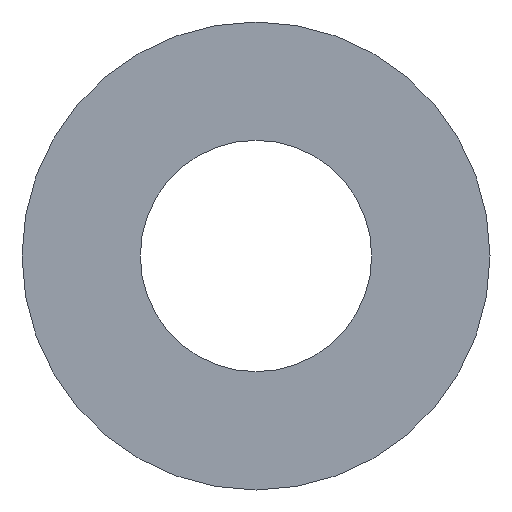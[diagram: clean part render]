
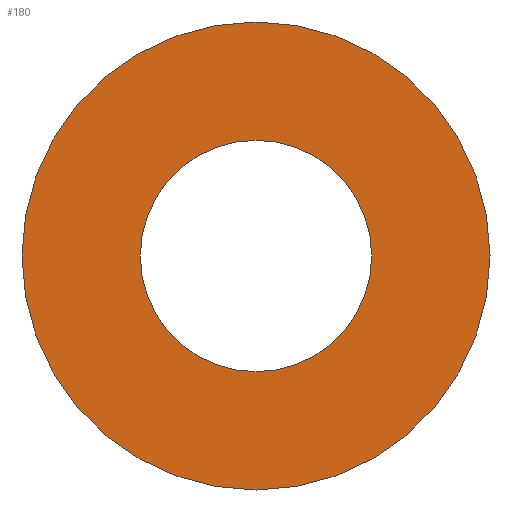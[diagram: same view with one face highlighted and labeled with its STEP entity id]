
A CAD part, front view. The second image highlights one B-rep face of the part: STEP entity #180.
In plain terms, the highlighted planar face has unit normal (0, -1, 0).
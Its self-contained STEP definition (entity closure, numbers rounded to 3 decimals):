
#1 = VERTEX_POINT ( 'NONE', #52 ) ;
#2 = CARTESIAN_POINT ( 'NONE',  ( 0., 0., 44. ) ) ;
#3 = AXIS2_PLACEMENT_3D ( 'NONE', #147, #212, #143 ) ;
#7 = DIRECTION ( 'NONE',  ( 0., 0., 1. ) ) ;
#24 = DIRECTION ( 'NONE',  ( 0., 1., 0. ) ) ;
#26 = AXIS2_PLACEMENT_3D ( 'NONE', #152, #73, #109 ) ;
#32 = EDGE_LOOP ( 'NONE', ( #171, #185 ) ) ;
#52 = CARTESIAN_POINT ( 'NONE',  ( 0., 0., -44. ) ) ;
#53 = EDGE_LOOP ( 'NONE', ( #167, #104 ) ) ;
#59 = EDGE_CURVE ( 'NONE', #1, #144, #179, .T. ) ;
#69 = PLANE ( 'NONE',  #220 ) ;
#71 = AXIS2_PLACEMENT_3D ( 'NONE', #105, #248, #141 ) ;
#73 = DIRECTION ( 'NONE',  ( 0., 1., 0. ) ) ;
#75 = EDGE_CURVE ( 'NONE', #225, #166, #221, .T. ) ;
#92 = CARTESIAN_POINT ( 'NONE',  ( 0., 0., -89. ) ) ;
#104 = ORIENTED_EDGE ( 'NONE', *, *, #208, .T. ) ;
#105 = CARTESIAN_POINT ( 'NONE',  ( 0., 0., 0. ) ) ;
#109 = DIRECTION ( 'NONE',  ( 0., 0., 1. ) ) ;
#113 = FACE_OUTER_BOUND ( 'NONE', #32, .T. ) ;
#118 = EDGE_CURVE ( 'NONE', #166, #225, #175, .T. ) ;
#126 = CARTESIAN_POINT ( 'NONE',  ( 0., 0., 0. ) ) ;
#128 = CARTESIAN_POINT ( 'NONE',  ( 0., 0., 89. ) ) ;
#141 = DIRECTION ( 'NONE',  ( 0., 0., 1. ) ) ;
#143 = DIRECTION ( 'NONE',  ( 0., 0., 1. ) ) ;
#144 = VERTEX_POINT ( 'NONE', #2 ) ;
#147 = CARTESIAN_POINT ( 'NONE',  ( 0., 0., 0. ) ) ;
#148 = DIRECTION ( 'NONE',  ( 0., 1., 0. ) ) ;
#152 = CARTESIAN_POINT ( 'NONE',  ( 0., 0., 0. ) ) ;
#155 = CARTESIAN_POINT ( 'NONE',  ( 0., 0., 0. ) ) ;
#166 = VERTEX_POINT ( 'NONE', #128 ) ;
#167 = ORIENTED_EDGE ( 'NONE', *, *, #59, .T. ) ;
#171 = ORIENTED_EDGE ( 'NONE', *, *, #75, .F. ) ;
#175 = CIRCLE ( 'NONE', #26, 89. ) ;
#179 = CIRCLE ( 'NONE', #71, 44. ) ;
#180 = ADVANCED_FACE ( 'NONE', ( #113, #193 ), #69, .F. ) ;
#185 = ORIENTED_EDGE ( 'NONE', *, *, #118, .F. ) ;
#193 = FACE_BOUND ( 'NONE', #53, .T. ) ;
#200 = CIRCLE ( 'NONE', #241, 44. ) ;
#208 = EDGE_CURVE ( 'NONE', #144, #1, #200, .T. ) ;
#212 = DIRECTION ( 'NONE',  ( 0., 1., 0. ) ) ;
#213 = DIRECTION ( 'NONE',  ( 0., 0., 1. ) ) ;
#220 = AXIS2_PLACEMENT_3D ( 'NONE', #126, #148, #213 ) ;
#221 = CIRCLE ( 'NONE', #3, 89. ) ;
#225 = VERTEX_POINT ( 'NONE', #92 ) ;
#241 = AXIS2_PLACEMENT_3D ( 'NONE', #155, #24, #7 ) ;
#248 = DIRECTION ( 'NONE',  ( 0., 1., 0. ) ) ;
